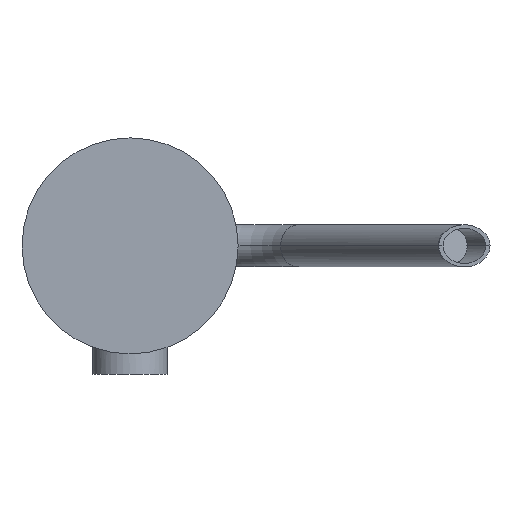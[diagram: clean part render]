
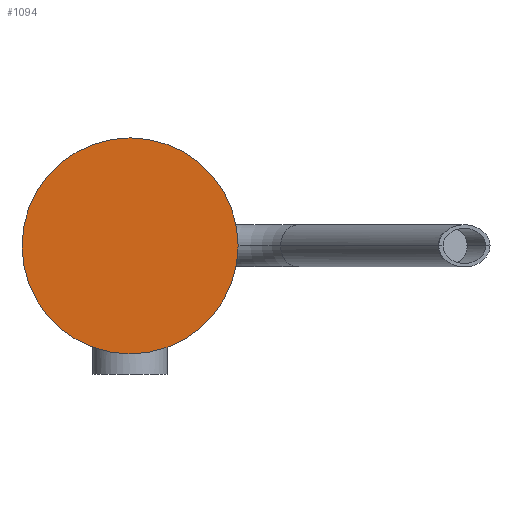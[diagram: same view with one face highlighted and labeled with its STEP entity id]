
A CAD part, front view. The second image highlights one B-rep face of the part: STEP entity #1094.
In plain terms, the highlighted planar face has unit normal (0, -1, 0).
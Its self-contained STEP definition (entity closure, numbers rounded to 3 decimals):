
#183 = CARTESIAN_POINT ( 'NONE',  ( -285.822, -599.441, 1180.95 ) ) ;
#207 = DIRECTION ( 'NONE',  ( 0., 0., 1. ) ) ;
#211 = AXIS2_PLACEMENT_3D ( 'NONE', #183, #1564, #207 ) ;
#439 = CARTESIAN_POINT ( 'NONE',  ( -285.822, -599.441, 1242.45 ) ) ;
#537 = VERTEX_POINT ( 'NONE', #439 ) ;
#668 = AXIS2_PLACEMENT_3D ( 'NONE', #1990, #1000, #972 ) ;
#697 = EDGE_CURVE ( 'NONE', #537, #2012, #1243, .T. ) ;
#784 = CIRCLE ( 'NONE', #668, 61.5 ) ;
#813 = CARTESIAN_POINT ( 'NONE',  ( -285.822, -599.441, 1119.45 ) ) ;
#909 = FACE_OUTER_BOUND ( 'NONE', #1862, .T. ) ;
#972 = DIRECTION ( 'NONE',  ( 0., 0., 1. ) ) ;
#1000 = DIRECTION ( 'NONE',  ( 0., 1., 0. ) ) ;
#1094 = ADVANCED_FACE ( 'NONE', ( #909 ), #1312, .T. ) ;
#1144 = AXIS2_PLACEMENT_3D ( 'NONE', #2330, #1756, #2531 ) ;
#1243 = CIRCLE ( 'NONE', #211, 61.5 ) ;
#1312 = PLANE ( 'NONE',  #1144 ) ;
#1564 = DIRECTION ( 'NONE',  ( 0., 1., 0. ) ) ;
#1756 = DIRECTION ( 'NONE',  ( 0., -1., 0. ) ) ;
#1813 = EDGE_CURVE ( 'NONE', #2012, #537, #784, .T. ) ;
#1858 = ORIENTED_EDGE ( 'NONE', *, *, #1813, .F. ) ;
#1862 = EDGE_LOOP ( 'NONE', ( #2016, #1858 ) ) ;
#1990 = CARTESIAN_POINT ( 'NONE',  ( -285.822, -599.441, 1180.95 ) ) ;
#2012 = VERTEX_POINT ( 'NONE', #813 ) ;
#2016 = ORIENTED_EDGE ( 'NONE', *, *, #697, .F. ) ;
#2330 = CARTESIAN_POINT ( 'NONE',  ( -285.822, -599.441, 1180.95 ) ) ;
#2531 = DIRECTION ( 'NONE',  ( 0., 0., -1. ) ) ;
